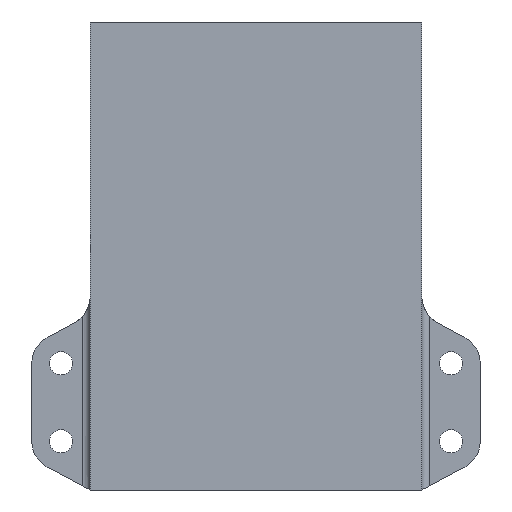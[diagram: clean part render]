
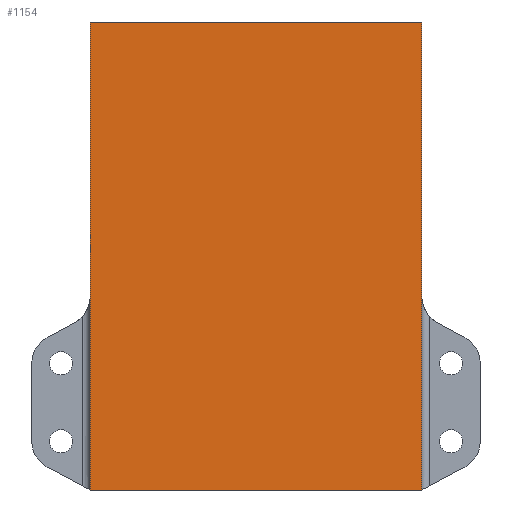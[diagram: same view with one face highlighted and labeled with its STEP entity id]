
A CAD part, left-side view. The second image highlights one B-rep face of the part: STEP entity #1154.
In plain terms, the highlighted planar face has unit normal (-1, 0, 0).
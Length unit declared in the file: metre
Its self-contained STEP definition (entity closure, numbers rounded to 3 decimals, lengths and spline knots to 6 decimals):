
#116=ORIENTED_EDGE('',*,*,#464,.T.);
#117=ORIENTED_EDGE('',*,*,#465,.F.);
#118=ORIENTED_EDGE('',*,*,#466,.F.);
#119=ORIENTED_EDGE('',*,*,#467,.T.);
#464=EDGE_CURVE('',#638,#639,#756,.T.);
#465=EDGE_CURVE('',#640,#639,#757,.T.);
#466=EDGE_CURVE('',#641,#640,#758,.T.);
#467=EDGE_CURVE('',#641,#638,#759,.T.);
#638=VERTEX_POINT('',#1716);
#639=VERTEX_POINT('',#1717);
#640=VERTEX_POINT('',#1719);
#641=VERTEX_POINT('',#1721);
#756=LINE('',#1715,#866);
#757=LINE('',#1718,#867);
#758=LINE('',#1720,#868);
#759=LINE('',#1722,#869);
#866=VECTOR('',#1357,1.);
#867=VECTOR('',#1358,1.);
#868=VECTOR('',#1359,1.);
#869=VECTOR('',#1360,1.);
#976=EDGE_LOOP('',(#116,#117,#118,#119));
#1050=FACE_BOUND('',#976,.T.);
#1124=PLANE('',#1229);
#1154=ADVANCED_FACE('',(#1050),#1124,.F.);
#1229=AXIS2_PLACEMENT_3D('',#1714,#1355,#1356);
#1355=DIRECTION('',(1.,0.,0.));
#1356=DIRECTION('',(0.,1.,0.));
#1357=DIRECTION('',(0.,-1.,0.));
#1358=DIRECTION('',(0.,0.,-1.));
#1359=DIRECTION('',(0.,-1.,0.));
#1360=DIRECTION('',(0.,0.,-1.));
#1714=CARTESIAN_POINT('',(-0.0254,0.,0.0762));
#1715=CARTESIAN_POINT('',(-0.0254,0.,0.));
#1716=CARTESIAN_POINT('',(-0.0254,0.026988,0.));
#1717=CARTESIAN_POINT('',(-0.0254,-0.026988,0.));
#1718=CARTESIAN_POINT('',(-0.0254,-0.026988,0.0762));
#1719=CARTESIAN_POINT('',(-0.0254,-0.026988,0.0762));
#1720=CARTESIAN_POINT('',(-0.0254,0.,0.0762));
#1721=CARTESIAN_POINT('',(-0.0254,0.026988,0.0762));
#1722=CARTESIAN_POINT('',(-0.0254,0.026988,0.0762));
